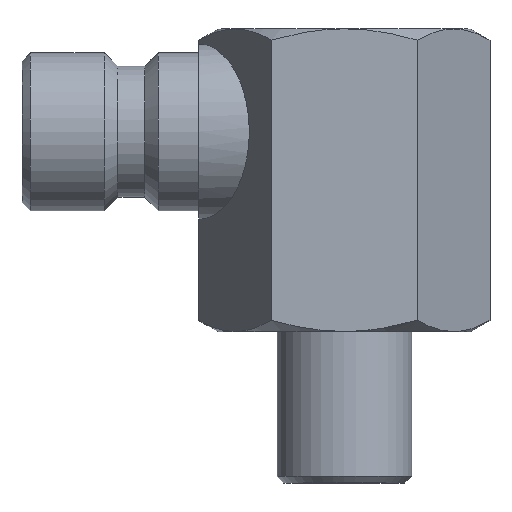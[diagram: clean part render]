
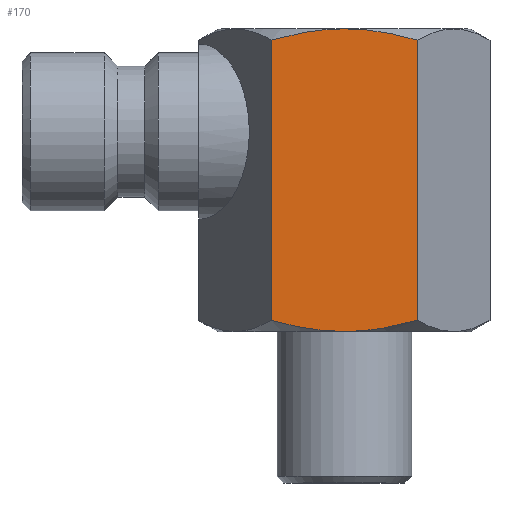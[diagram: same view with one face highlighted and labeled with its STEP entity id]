
A CAD part, top view. The second image highlights one B-rep face of the part: STEP entity #170.
In plain terms, the highlighted planar face has unit normal (0, 0, 1).
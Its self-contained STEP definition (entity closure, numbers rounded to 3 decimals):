
#170=ADVANCED_FACE('',(#339),#340,.T.);
#339=FACE_OUTER_BOUND('',#500,.T.);
#340=PLANE('',#501);
#500=EDGE_LOOP('',(#904,#905,#906,#907,#908,#909));
#501=AXIS2_PLACEMENT_3D('',#910,#911,#912);
#904=ORIENTED_EDGE('',*,*,#1013,.F.);
#905=ORIENTED_EDGE('',*,*,#935,.F.);
#906=ORIENTED_EDGE('',*,*,#987,.T.);
#907=ORIENTED_EDGE('',*,*,#1076,.F.);
#908=ORIENTED_EDGE('',*,*,#1035,.F.);
#909=ORIENTED_EDGE('',*,*,#1071,.F.);
#910=CARTESIAN_POINT('',(0.,8.0,7.5));
#911=DIRECTION('',(0.,0.0,1.0));
#912=DIRECTION('',(1.0,0.0,0.));
#935=EDGE_CURVE('',#1103,#1104,#1105,.T.);
#987=EDGE_CURVE('',#1103,#1183,#1185,.T.);
#1013=EDGE_CURVE('',#1104,#1219,#1222,.T.);
#1035=EDGE_CURVE('',#1249,#1191,#1250,.T.);
#1071=EDGE_CURVE('',#1219,#1249,#1291,.T.);
#1076=EDGE_CURVE('',#1191,#1183,#1296,.T.);
#1103=VERTEX_POINT('',#1384);
#1104=VERTEX_POINT('',#1385);
#1105=(B_SPLINE_CURVE(2,(#1387,#1388,#1389,#1390,#1391),.UNSPECIFIED.,.F.,.F.)B_SPLINE_CURVE_WITH_KNOTS((3,2,3),(0.0,4.397,8.795),.UNSPECIFIED.)RATIONAL_B_SPLINE_CURVE((1.0,1.038,1.0,1.038,1.0))BOUNDED_CURVE()REPRESENTATION_ITEM('')GEOMETRIC_REPRESENTATION_ITEM()CURVE());
#1183=VERTEX_POINT('',#1629);
#1185=LINE('',#1642,#1643);
#1191=VERTEX_POINT('',#1649);
#1219=VERTEX_POINT('',#1683);
#1222=(B_SPLINE_CURVE(2,(#1698,#1699,#1700,#1701,#1702),.UNSPECIFIED.,.F.,.F.)B_SPLINE_CURVE_WITH_KNOTS((3,2,3),(0.0,4.397,8.795),.UNSPECIFIED.)RATIONAL_B_SPLINE_CURVE((1.0,1.038,1.0,1.038,1.0))BOUNDED_CURVE()REPRESENTATION_ITEM('')GEOMETRIC_REPRESENTATION_ITEM()CURVE());
#1249=VERTEX_POINT('',#1761);
#1250=(B_SPLINE_CURVE(2,(#1763,#1764,#1765,#1766,#1767),.UNSPECIFIED.,.F.,.F.)B_SPLINE_CURVE_WITH_KNOTS((3,2,3),(0.0,4.397,8.795),.UNSPECIFIED.)RATIONAL_B_SPLINE_CURVE((1.0,1.038,1.0,1.038,1.0))BOUNDED_CURVE()REPRESENTATION_ITEM('')GEOMETRIC_REPRESENTATION_ITEM()CURVE());
#1291=LINE('',#1889,#1890);
#1296=(B_SPLINE_CURVE(2,(#1896,#1897,#1898,#1899,#1900),.UNSPECIFIED.,.F.,.F.)B_SPLINE_CURVE_WITH_KNOTS((3,2,3),(0.0,4.397,8.795),.UNSPECIFIED.)RATIONAL_B_SPLINE_CURVE((1.0,1.038,1.0,1.038,1.0))BOUNDED_CURVE()REPRESENTATION_ITEM('')GEOMETRIC_REPRESENTATION_ITEM()CURVE());
#1384=CARTESIAN_POINT('',(4.33,9.67,7.5));
#1385=CARTESIAN_POINT('',(0.,9.0,7.5));
#1387=CARTESIAN_POINT('',(4.335,9.671,7.5));
#1388=CARTESIAN_POINT('',(2.011,9.0,7.5));
#1389=CARTESIAN_POINT('',(0.,9.0,7.5));
#1390=CARTESIAN_POINT('',(-2.011,9.0,7.5));
#1391=CARTESIAN_POINT('',(-4.335,9.671,7.5));
#1629=CARTESIAN_POINT('',(4.33,26.33,7.5));
#1642=CARTESIAN_POINT('',(4.33,8.0,7.5));
#1643=VECTOR('',#1983,1.0);
#1649=CARTESIAN_POINT('',(0.,27.0,7.5));
#1683=CARTESIAN_POINT('',(-4.33,9.67,7.5));
#1698=CARTESIAN_POINT('',(4.335,9.671,7.5));
#1699=CARTESIAN_POINT('',(2.011,9.0,7.5));
#1700=CARTESIAN_POINT('',(0.,9.0,7.5));
#1701=CARTESIAN_POINT('',(-2.011,9.0,7.5));
#1702=CARTESIAN_POINT('',(-4.335,9.671,7.5));
#1761=CARTESIAN_POINT('',(-4.33,26.33,7.5));
#1763=CARTESIAN_POINT('',(-4.335,26.329,7.5));
#1764=CARTESIAN_POINT('',(-2.011,27.0,7.5));
#1765=CARTESIAN_POINT('',(0.,27.0,7.5));
#1766=CARTESIAN_POINT('',(2.011,27.0,7.5));
#1767=CARTESIAN_POINT('',(4.335,26.329,7.5));
#1889=CARTESIAN_POINT('',(-4.33,8.0,7.5));
#1890=VECTOR('',#2078,1.0);
#1896=CARTESIAN_POINT('',(-4.335,26.329,7.5));
#1897=CARTESIAN_POINT('',(-2.011,27.0,7.5));
#1898=CARTESIAN_POINT('',(0.,27.0,7.5));
#1899=CARTESIAN_POINT('',(2.011,27.0,7.5));
#1900=CARTESIAN_POINT('',(4.335,26.329,7.5));
#1983=DIRECTION('',(0.0,1.0,0.0));
#2078=DIRECTION('',(0.0,1.0,0.0));
